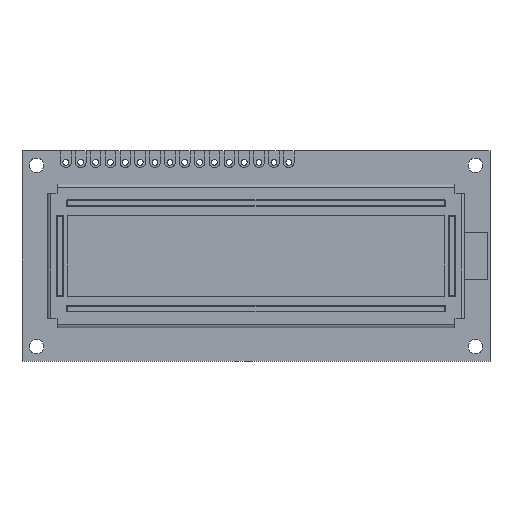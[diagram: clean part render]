
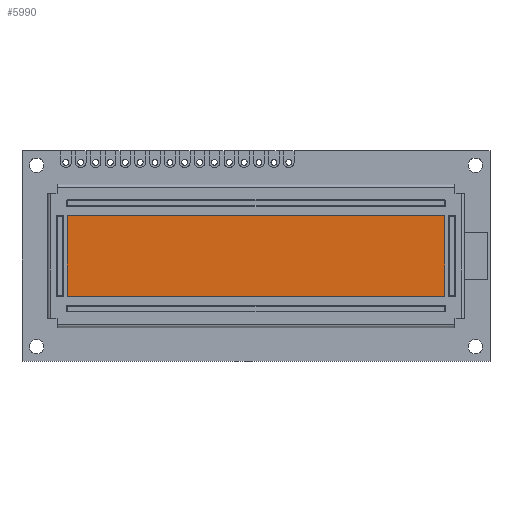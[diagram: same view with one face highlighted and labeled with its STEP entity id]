
A CAD part, top view. The second image highlights one B-rep face of the part: STEP entity #5990.
In plain terms, the highlighted planar face has unit normal (0, 0, 1).
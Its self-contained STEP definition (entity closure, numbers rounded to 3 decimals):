
#231 = CARTESIAN_POINT ( 'NONE',  ( 32.758, -7.408, 7.813 ) ) ;
#372 = ORIENTED_EDGE ( 'NONE', *, *, #1296, .T. ) ;
#526 = VERTEX_POINT ( 'NONE', #1080 ) ;
#564 = LINE ( 'NONE', #231, #9188 ) ;
#772 = AXIS2_PLACEMENT_3D ( 'NONE', #9034, #4180, #9851 ) ;
#803 = DIRECTION ( 'NONE',  ( 1., 0., 0. ) ) ;
#818 = CARTESIAN_POINT ( 'NONE',  ( 32.758, 7.408, 7.813 ) ) ;
#1080 = CARTESIAN_POINT ( 'NONE',  ( 32.758, 7.408, 7.813 ) ) ;
#1296 = EDGE_CURVE ( 'NONE', #9281, #5072, #8032, .T. ) ;
#1316 = CARTESIAN_POINT ( 'NONE',  ( -32.758, 7.408, 7.813 ) ) ;
#1572 = VECTOR ( 'NONE', #803, 1000. ) ;
#2124 = DIRECTION ( 'NONE',  ( 0., -1., 0. ) ) ;
#2215 = EDGE_CURVE ( 'NONE', #3577, #9281, #10010, .T. ) ;
#2813 = EDGE_CURVE ( 'NONE', #526, #3577, #4165, .T. ) ;
#3577 = VERTEX_POINT ( 'NONE', #7205 ) ;
#3829 = FACE_OUTER_BOUND ( 'NONE', #7237, .T. ) ;
#4143 = PLANE ( 'NONE',  #772 ) ;
#4165 = LINE ( 'NONE', #818, #6303 ) ;
#4180 = DIRECTION ( 'NONE',  ( 0., 0., 1. ) ) ;
#5072 = VERTEX_POINT ( 'NONE', #10223 ) ;
#5089 = DIRECTION ( 'NONE',  ( 0., 1., 0. ) ) ;
#5164 = ORIENTED_EDGE ( 'NONE', *, *, #10346, .T. ) ;
#5398 = ORIENTED_EDGE ( 'NONE', *, *, #2813, .T. ) ;
#5556 = CARTESIAN_POINT ( 'NONE',  ( -32.758, -7.408, 7.813 ) ) ;
#5634 = ORIENTED_EDGE ( 'NONE', *, *, #2215, .T. ) ;
#5684 = DIRECTION ( 'NONE',  ( -1., 0., 0. ) ) ;
#5990 = ADVANCED_FACE ( 'NONE', ( #3829 ), #4143, .T. ) ;
#6303 = VECTOR ( 'NONE', #5684, 1000. ) ;
#7205 = CARTESIAN_POINT ( 'NONE',  ( -32.758, 7.408, 7.813 ) ) ;
#7237 = EDGE_LOOP ( 'NONE', ( #5398, #5634, #372, #5164 ) ) ;
#7604 = VECTOR ( 'NONE', #2124, 1000. ) ;
#8032 = LINE ( 'NONE', #8923, #1572 ) ;
#8923 = CARTESIAN_POINT ( 'NONE',  ( -32.758, -7.408, 7.813 ) ) ;
#9034 = CARTESIAN_POINT ( 'NONE',  ( -32.758, 7.408, 7.813 ) ) ;
#9188 = VECTOR ( 'NONE', #5089, 1000. ) ;
#9281 = VERTEX_POINT ( 'NONE', #5556 ) ;
#9851 = DIRECTION ( 'NONE',  ( 1., 0., 0. ) ) ;
#10010 = LINE ( 'NONE', #1316, #7604 ) ;
#10223 = CARTESIAN_POINT ( 'NONE',  ( 32.758, -7.408, 7.813 ) ) ;
#10346 = EDGE_CURVE ( 'NONE', #5072, #526, #564, .T. ) ;
